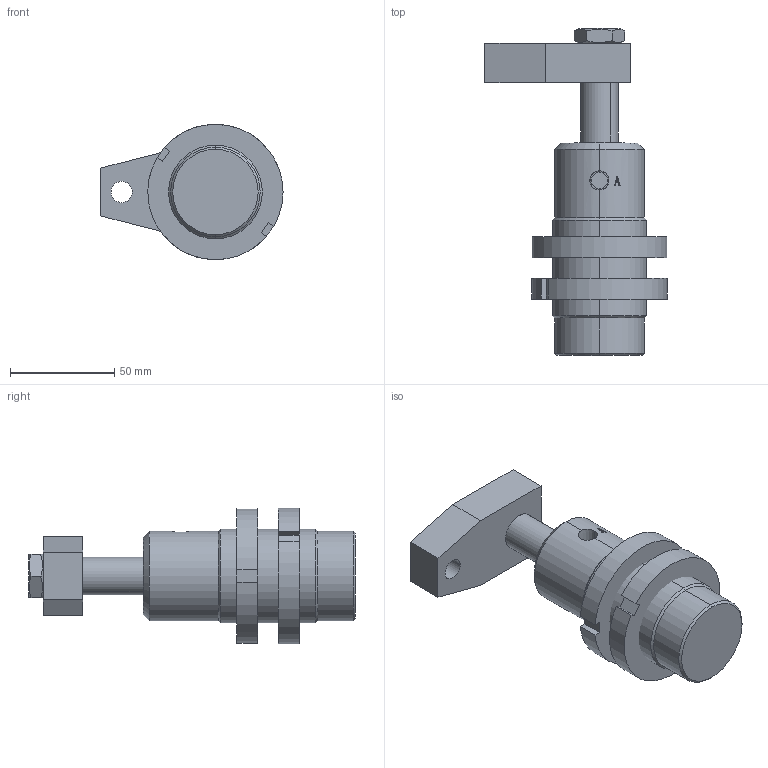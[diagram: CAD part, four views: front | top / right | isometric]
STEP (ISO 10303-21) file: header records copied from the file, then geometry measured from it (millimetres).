
FILE_DESCRIPTION (( 'STEP AP203' ), '1' );
FILE_NAME ('HNFT-25A.STEP', '2019-10-12T07:19:18', ( '微软用户' ), ( '微软中国' ), 'SwSTEP 2.0', 'SolidWorks 2012', '' );
FILE_SCHEMA (( 'CONFIG_CONTROL_DESIGN' ));
Length unit declared in the file: millimetre
Products named in the file (6): HNFT-25A; HNFT-25A掛极; 25A活塞杆; 25等旋; 25蹟譫; hex thin nuts grades ab gb_GB_FASTENER_NUT_STNABTT M14X1.5-N
Assembly tree (6 placements, depth 2):
  HNFT-25A
    HNFT-25A掛极
    25A活塞杆
    25等旋
    25蹟譫  x2
    hex thin nuts grades ab gb_GB_FASTENER_NUT_STNABTT M14X1.5-N
Bounding box: 87.5 x 157 x 64.99 mm (x, y, z)
Volume: 243838.7 mm3; surface area: 47375.7 mm2
Topology: 6 solids, 6 shells, 126 faces, 293 edges, 186 vertices
Faces by surface type: plane 62, cylinder 32, cone 26, bspline 4, torus 2
Entity records: 4314 total; most frequent: CARTESIAN_POINT 1059, DIRECTION 557, ORIENTED_EDGE 526, EDGE_CURVE 263, AXIS2_PLACEMENT_3D 215, VERTEX_POINT 166, EDGE_LOOP 129, LINE 127
